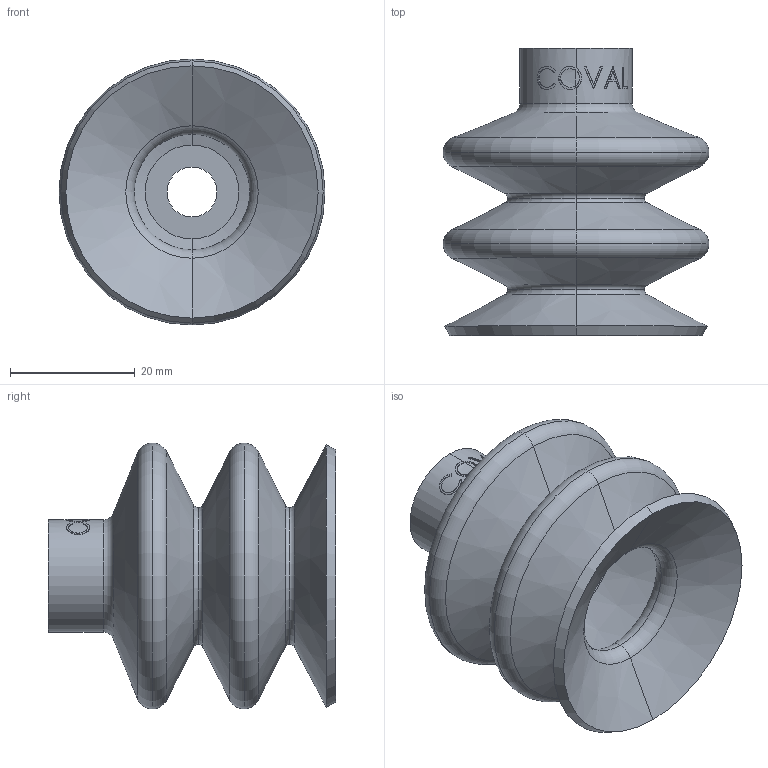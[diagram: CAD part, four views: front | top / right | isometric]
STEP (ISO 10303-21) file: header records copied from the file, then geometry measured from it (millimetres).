
FILE_DESCRIPTION(('STEP AP214'),'1');
FILE_NAME('COVAL_VS42SIT5.stp','2017-12-27T18:33:25',('TraceParts'),('TraceParts S.A.'),'Spatial InterOp 3D',' ',' ');
FILE_SCHEMA(('automotive_design'));
Length unit declared in the file: millimetre
Products named in the file (1): COVAL_VS42SIT5
Bounding box: 42.6 x 46 x 42.6 mm (x, y, z)
Volume: 13966 mm3; surface area: 14013.8 mm2
Topology: 1 solids, 1 shells, 114 faces, 265 edges, 158 vertices
Faces by surface type: torus 34, bspline 29, cone 22, plane 16, cylinder 13
Entity records: 9198 total; most frequent: CARTESIAN_POINT 5876, ORIENTED_EDGE 530, DIRECTION 454, EDGE_CURVE 265, AXIS2_PLACEMENT_3D 206, VERTEX_POINT 158, EDGE_LOOP 121, CIRCLE 120
